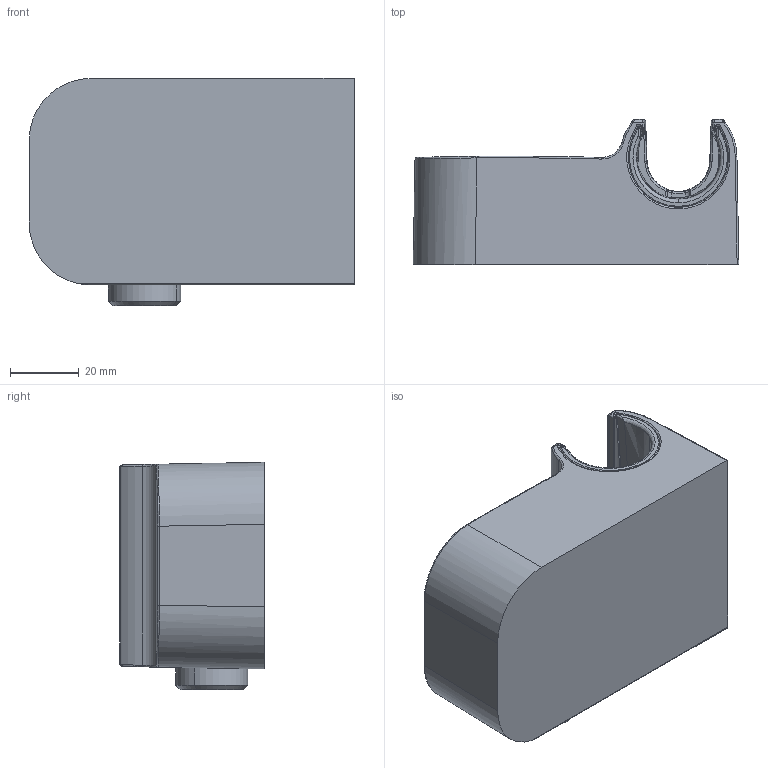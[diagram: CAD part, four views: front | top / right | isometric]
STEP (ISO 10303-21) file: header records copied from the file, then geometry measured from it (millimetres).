
FILE_DESCRIPTION(('CAx-IF Rec.Pracs.---Model Styling and Organization---1.2---2011-12-15','CAx-IF Rec.Pracs.---Geometric and Assembly Validation Properties---4.1---2014-06-16','CAx-IF Rec.Pracs.---PMI Polyline Presentation---2.0---2013-05-24'),'2;1');
FILE_NAME('1000096282_PPR_000.stp','2018-11-27T08:32:26+01:00',(''),(''),'STEP Interface 4.1 by CT CoreTechnologie','3D_Evolution4.1 by CT CoreTechnologie','');
FILE_SCHEMA(('AP203_CONFIGURATION_CONTROLLED_3D_DESIGN_OF_MECHANICAL_PARTS_AND_ASSEMBLIES_MIM_LF'));
Length unit declared in the file: millimetre
Products named in the file (7): P_2 Brausehalter AXOR Barber Osgerby 1000096282_PPR_000_A1; P_2 Montageplatte Brausehalter AX BarOsg 1000096285_PPA_000_A0; P_2 Rueckflussverhinderer RV  CV15_DN10 1000080909_PPR_000_A0; P_2 Fuehrungshuelse RV DW15_DN10 1000080908_PPA_000_A0; P_2 Aufnahme Brausehalter AX Barber Osge 1000096281_PPA_000_A0; P_2 Schnappfutter Porter AX Starck 1000024044_PPA_000_A0; Gewindestift DIN913-M5x10-A2 1000000984_PPA_000_A0
Assembly tree (6 placements, depth 3):
  P_2 Brausehalter AXOR Barber Osgerby 1000096282_PPR_000_A1
    P_2 Montageplatte Brausehalter AX BarOsg 1000096285_PPA_000_A0
    P_2 Rueckflussverhinderer RV  CV15_DN10 1000080909_PPR_000_A0
      P_2 Fuehrungshuelse RV DW15_DN10 1000080908_PPA_000_A0
    P_2 Aufnahme Brausehalter AX Barber Osge 1000096281_PPA_000_A0
    P_2 Schnappfutter Porter AX Starck 1000024044_PPA_000_A0
    Gewindestift DIN913-M5x10-A2 1000000984_PPA_000_A0
Bounding box: 94.54 x 42 x 66 mm (x, y, z)
Volume: 164956.5 mm3; surface area: 30285.4 mm2
Topology: 5 solids, 5 shells, 245 faces, 577 edges, 340 vertices
Faces by surface type: bspline 113, cylinder 78, plane 54
Entity records: 16445 total; most frequent: CARTESIAN_POINT 8148, ORIENTED_EDGE 1138, DIRECTION 1043, EDGE_CURVE 569, AXIS2_PLACEMENT_3D 407, VERTEX_POINT 340, CIRCLE 268, EDGE_LOOP 261
